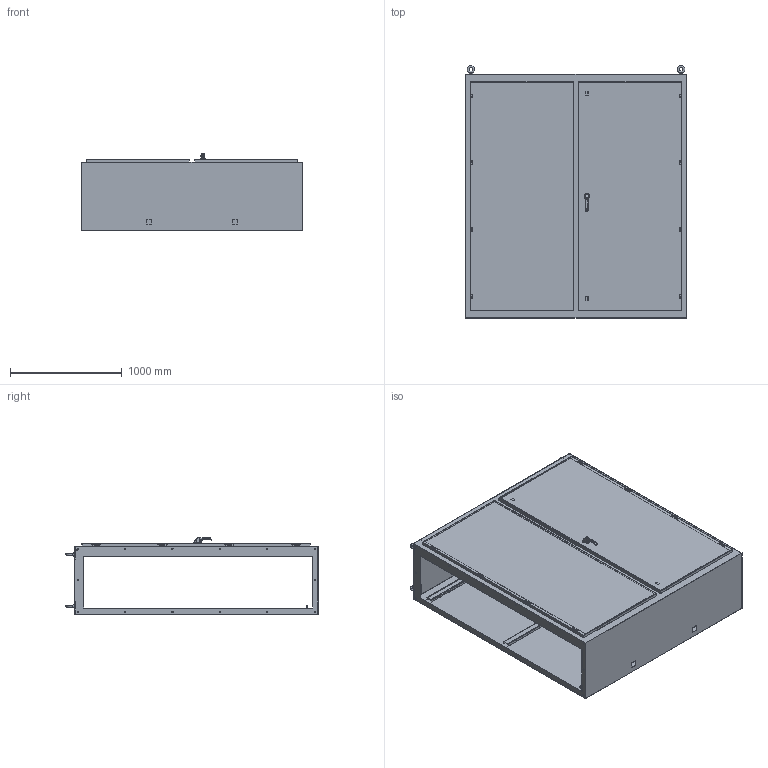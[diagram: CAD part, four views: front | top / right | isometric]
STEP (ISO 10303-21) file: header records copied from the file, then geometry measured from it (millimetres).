
FILE_DESCRIPTION (( 'STEP AP214' ), '1' );
FILE_NAME ('SCE-N86CU7824.STEP', '2024-06-18T13:59:12', ( '' ), ( '' ), 'SwSTEP 2.0', 'SolidWorks 2023', '' );
FILE_SCHEMA (( 'AUTOMOTIVE_DESIGN' ));
Length unit declared in the file: inch
Products named in the file (1): SCE-N86CU7824
Bounding box: 1974.85 x 2259.21 x 686.97 mm (x, y, z)
Volume: 35606155.4 mm3; surface area: 26878413.2 mm2
Topology: 33 solids, 41 shells, 4726 faces, 12198 edges, 7634 vertices
Faces by surface type: plane 2152, cylinder 1578, bspline 498, torus 276, cone 145, sphere 77
Full cylindrical faces by diameter (mm): 1.016 x8, 3.978 x8, 4.318 x40, 4.978 x32, 5.016 x2, 5.207 x16, 5.232 x16, 5.537 x8, 6.096 x16, 6.198 x16, 6.35 x16, 9.525 x20, 10.323 x16, 11.112 x20, 11.113 x4, 15.24 x4, 16 x1, 22 x1, 29.8 x4
Entity records: 217867 total; most frequent: CARTESIAN_POINT 108697, ORIENTED_EDGE 23216, DIRECTION 21107, EDGE_CURVE 11608, AXIS2_PLACEMENT_3D 7585, VERTEX_POINT 7487, VECTOR 5937, LINE 5937
